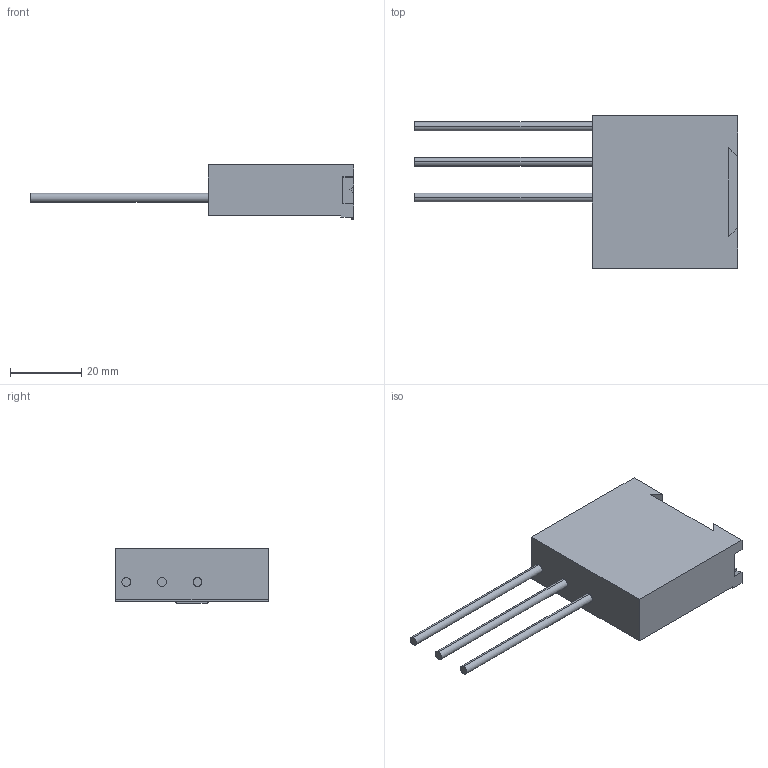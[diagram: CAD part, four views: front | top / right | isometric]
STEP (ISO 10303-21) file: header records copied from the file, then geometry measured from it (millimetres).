
FILE_DESCRIPTION (( 'STEP AP203' ), '1' );
FILE_NAME ('23050.step', '2022-08-04T16:54:02', ( '' ), ( '' ), 'SwSTEP 2.0', 'SolidWorks 2021', '' );
FILE_SCHEMA (( 'CONFIG_CONTROL_DESIGN' ));
Length unit declared in the file: millimetre
Products named in the file (1): 23050
Bounding box: 90.8 x 42.9 x 15.3 mm (x, y, z)
Volume: 24806 mm3; surface area: 7521.4 mm2
Topology: 1 solids, 1 shells, 77 faces, 198 edges, 132 vertices
Faces by surface type: plane 69, cylinder 6, bspline 2
Entity records: 2387 total; most frequent: CARTESIAN_POINT 418, ORIENTED_EDGE 396, DIRECTION 366, EDGE_CURVE 198, VECTOR 182, LINE 182, VERTEX_POINT 132, AXIS2_PLACEMENT_3D 92
